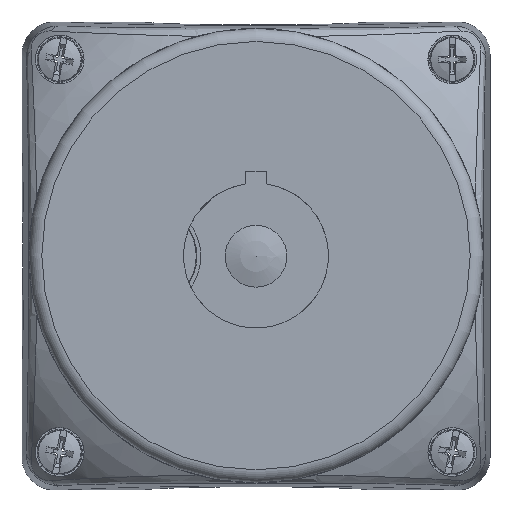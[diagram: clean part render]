
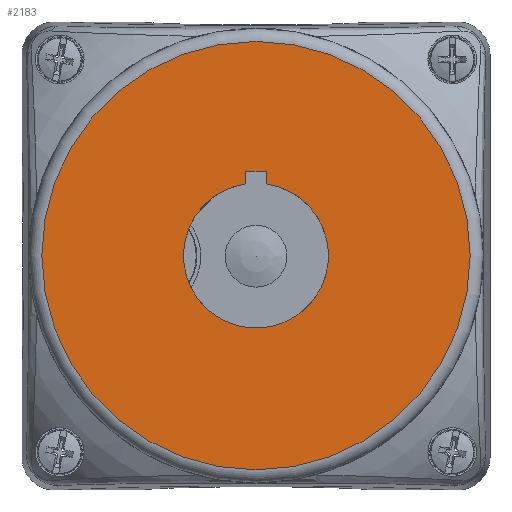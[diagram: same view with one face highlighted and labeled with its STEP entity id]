
A CAD part, top view. The second image highlights one B-rep face of the part: STEP entity #2183.
In plain terms, the highlighted planar face has unit normal (0, 0, 1).
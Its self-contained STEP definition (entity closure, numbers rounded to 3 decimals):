
#507=FACE_BOUND('',#4136,.T.);
#508=FACE_BOUND('',#4137,.T.);
#1243=CIRCLE('',#16836,11.15);
#1249=CIRCLE('',#16847,32.951);
#2183=ADVANCED_FACE('',(#507,#508),#2666,.T.);
#2666=PLANE('',#16848);
#4136=EDGE_LOOP('',(#7803));
#4137=EDGE_LOOP('',(#7804,#7805,#7806,#7807));
#7803=ORIENTED_EDGE('',*,*,#12394,.F.);
#7804=ORIENTED_EDGE('',*,*,#12356,.T.);
#7805=ORIENTED_EDGE('',*,*,#12387,.T.);
#7806=ORIENTED_EDGE('',*,*,#12361,.T.);
#7807=ORIENTED_EDGE('',*,*,#12366,.T.);
#9914=VERTEX_POINT('',#28024);
#9915=VERTEX_POINT('',#28025);
#9919=VERTEX_POINT('',#28044);
#9920=VERTEX_POINT('',#28045);
#9942=VERTEX_POINT('',#28305);
#12356=EDGE_CURVE('',#9914,#9915,#14121,.T.);
#12361=EDGE_CURVE('',#9919,#9920,#14125,.T.);
#12366=EDGE_CURVE('',#9920,#9914,#14129,.T.);
#12387=EDGE_CURVE('',#9915,#9919,#1243,.T.);
#12394=EDGE_CURVE('',#9942,#9942,#1249,.T.);
#14121=LINE('',#28023,#15738);
#14125=LINE('',#28043,#15742);
#14129=LINE('',#28063,#15746);
#15738=VECTOR('',#20142,1.);
#15742=VECTOR('',#20148,1.);
#15746=VECTOR('',#20154,1.);
#16836=AXIS2_PLACEMENT_3D('',#28267,#20181,#20182);
#16847=AXIS2_PLACEMENT_3D('',#28304,#20203,#20204);
#16848=AXIS2_PLACEMENT_3D('',#28306,#20205,#20206);
#20142=DIRECTION('',(0.,-1.,0.));
#20148=DIRECTION('',(0.,1.,0.));
#20154=DIRECTION('',(1.,0.,0.));
#20181=DIRECTION('',(0.,0.,-1.));
#20182=DIRECTION('',(-1.,0.,0.));
#20203=DIRECTION('',(0.,0.,-1.));
#20204=DIRECTION('',(-1.,0.,0.));
#20205=DIRECTION('',(0.,0.,1.));
#20206=DIRECTION('',(-1.,0.,0.));
#28023=CARTESIAN_POINT('',(1.6,6.5,38.109));
#28024=CARTESIAN_POINT('',(1.6,13.,38.109));
#28025=CARTESIAN_POINT('',(1.6,11.035,38.109));
#28043=CARTESIAN_POINT('',(-1.6,5.517,38.109));
#28044=CARTESIAN_POINT('',(-1.6,11.035,38.109));
#28045=CARTESIAN_POINT('',(-1.6,13.,38.109));
#28063=CARTESIAN_POINT('',(0.,13.,38.109));
#28267=CARTESIAN_POINT('',(0.,0.,38.109));
#28304=CARTESIAN_POINT('',(0.,0.,38.109));
#28305=CARTESIAN_POINT('',(32.951,0.,38.109));
#28306=CARTESIAN_POINT('',(0.,0.,38.109));
